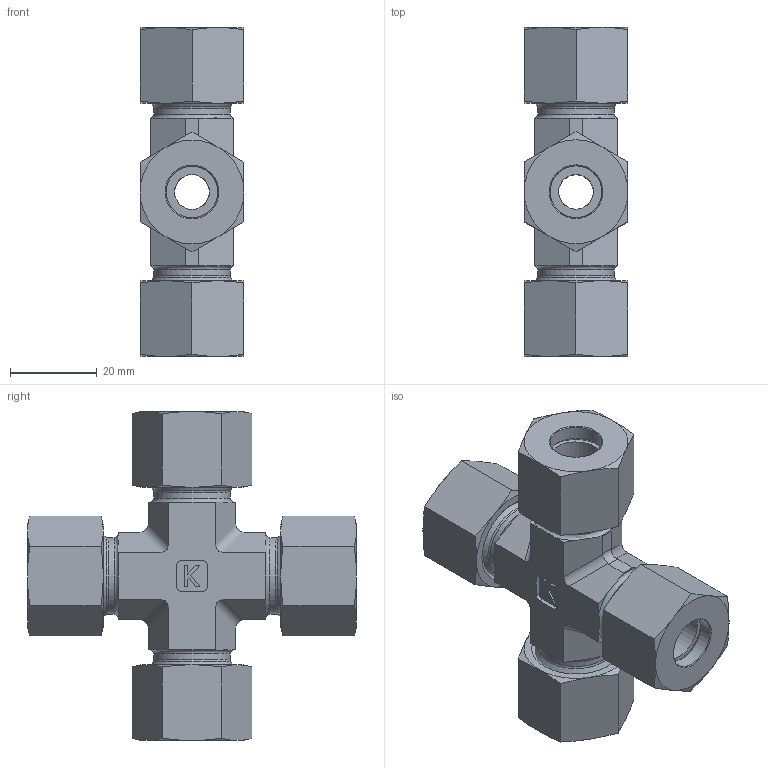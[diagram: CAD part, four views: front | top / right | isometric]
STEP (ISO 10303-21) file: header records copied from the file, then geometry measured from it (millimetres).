
FILE_DESCRIPTION((''),'2;1');
FILE_NAME('4981220.stp','2014-10-14T10:20:45',(''),('KNOMI spol. s r. o.'),'Autodesk Inventor 2012','Autodesk Inventor 2012','');
FILE_SCHEMA(('AUTOMOTIVE_DESIGN { 1 2 10303 214 0 1 1 1 }'));
Length unit declared in the file: millimetre
Products named in the file (4): KS3K 12S 4xM20; 4931220; 3981220; 40112
Assembly tree (9 placements, depth 2):
  KS3K 12S 4xM20
    4931220
    3981220  x4
    40112  x4
Bounding box: 24 x 76 x 76 mm (x, y, z)
Volume: 43704.7 mm3; surface area: 25502.4 mm2
Topology: 9 solids, 9 shells, 268 faces, 648 edges, 402 vertices
Faces by surface type: plane 116, cone 88, cylinder 52, torus 12
Full cylindrical faces by diameter (mm): 8 x4, 12 x12, 14.3 x4, 16 x4, 17.7 x4, 18.376 x4, 20 x4
Entity records: 5060 total; most frequent: CARTESIAN_POINT 1068, DIRECTION 794, ORIENTED_EDGE 708, EDGE_CURVE 354, AXIS2_PLACEMENT_3D 312, VERTEX_POINT 250, EDGE_LOOP 226, VECTOR 170
